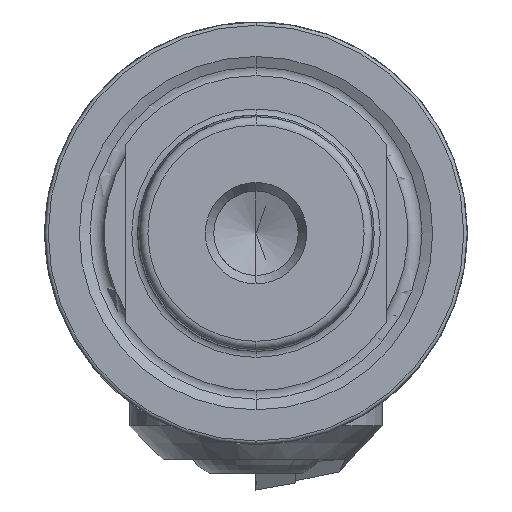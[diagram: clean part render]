
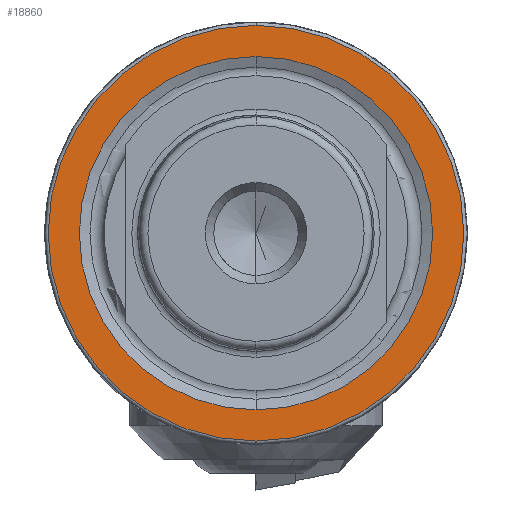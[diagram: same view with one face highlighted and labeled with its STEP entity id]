
A CAD part, left-side view. The second image highlights one B-rep face of the part: STEP entity #18860.
In plain terms, the highlighted planar face has unit normal (-1, 0, 0).
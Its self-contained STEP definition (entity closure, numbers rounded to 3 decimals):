
#292 = PLANE ( 'NONE',  #23426 ) ;
#1378 = DIRECTION ( 'NONE',  ( 0., 0., 1. ) ) ;
#1452 = DIRECTION ( 'NONE',  ( -1., 0., 0. ) ) ;
#1562 = CARTESIAN_POINT ( 'NONE',  ( 0., 0., 0. ) ) ;
#6486 = AXIS2_PLACEMENT_3D ( 'NONE', #1562, #1452, #1378 ) ;
#7055 = CARTESIAN_POINT ( 'NONE',  ( 0., 0., 0. ) ) ;
#7678 = EDGE_CURVE ( 'NONE', #20415, #17446, #21356, .T. ) ;
#7722 = EDGE_CURVE ( 'NONE', #16688, #19166, #19798, .T. ) ;
#9676 = DIRECTION ( 'NONE',  ( 0., 0., 1. ) ) ;
#9981 = FACE_BOUND ( 'NONE', #17968, .T. ) ;
#10622 = CARTESIAN_POINT ( 'NONE',  ( 0., 10.459, 0. ) ) ;
#11122 = AXIS2_PLACEMENT_3D ( 'NONE', #11832, #29394, #14373 ) ;
#11595 = CARTESIAN_POINT ( 'NONE',  ( 0., 0., 10.459 ) ) ;
#11832 = CARTESIAN_POINT ( 'NONE',  ( 0., 0., 0. ) ) ;
#13173 = DIRECTION ( 'NONE',  ( 0., 0., -1. ) ) ;
#13178 = FACE_OUTER_BOUND ( 'NONE', #17494, .T. ) ;
#13490 = EDGE_CURVE ( 'NONE', #17446, #20415, #25880, .T. ) ;
#14373 = DIRECTION ( 'NONE',  ( 0., 0., 1. ) ) ;
#16688 = VERTEX_POINT ( 'NONE', #11595 ) ;
#17446 = VERTEX_POINT ( 'NONE', #22749 ) ;
#17494 = EDGE_LOOP ( 'NONE', ( #22894, #24861 ) ) ;
#17968 = EDGE_LOOP ( 'NONE', ( #19758, #21701 ) ) ;
#17997 = AXIS2_PLACEMENT_3D ( 'NONE', #7055, #24766, #9676 ) ;
#18860 = ADVANCED_FACE ( 'NONE', ( #9981, #13178 ), #292, .F. ) ;
#19166 = VERTEX_POINT ( 'NONE', #22048 ) ;
#19758 = ORIENTED_EDGE ( 'NONE', *, *, #7722, .F. ) ;
#19798 = CIRCLE ( 'NONE', #20100, 10.459 ) ;
#20100 = AXIS2_PLACEMENT_3D ( 'NONE', #31596, #31493, #31302 ) ;
#20415 = VERTEX_POINT ( 'NONE', #32053 ) ;
#21356 = CIRCLE ( 'NONE', #6486, 12.3 ) ;
#21701 = ORIENTED_EDGE ( 'NONE', *, *, #24812, .F. ) ;
#22048 = CARTESIAN_POINT ( 'NONE',  ( 0., 0., -10.459 ) ) ;
#22749 = CARTESIAN_POINT ( 'NONE',  ( 0., 0., -12.3 ) ) ;
#22894 = ORIENTED_EDGE ( 'NONE', *, *, #7678, .T. ) ;
#23426 = AXIS2_PLACEMENT_3D ( 'NONE', #10622, #28238, #13173 ) ;
#23567 = CIRCLE ( 'NONE', #11122, 10.459 ) ;
#24766 = DIRECTION ( 'NONE',  ( -1., 0., 0. ) ) ;
#24812 = EDGE_CURVE ( 'NONE', #19166, #16688, #23567, .T. ) ;
#24861 = ORIENTED_EDGE ( 'NONE', *, *, #13490, .T. ) ;
#25880 = CIRCLE ( 'NONE', #17997, 12.3 ) ;
#28238 = DIRECTION ( 'NONE',  ( 1., 0., 0. ) ) ;
#29394 = DIRECTION ( 'NONE',  ( -1., 0., 0. ) ) ;
#31302 = DIRECTION ( 'NONE',  ( 0., 0., 1. ) ) ;
#31493 = DIRECTION ( 'NONE',  ( -1., 0., 0. ) ) ;
#31596 = CARTESIAN_POINT ( 'NONE',  ( 0., 0., 0. ) ) ;
#32053 = CARTESIAN_POINT ( 'NONE',  ( 0., 0., 12.3 ) ) ;
